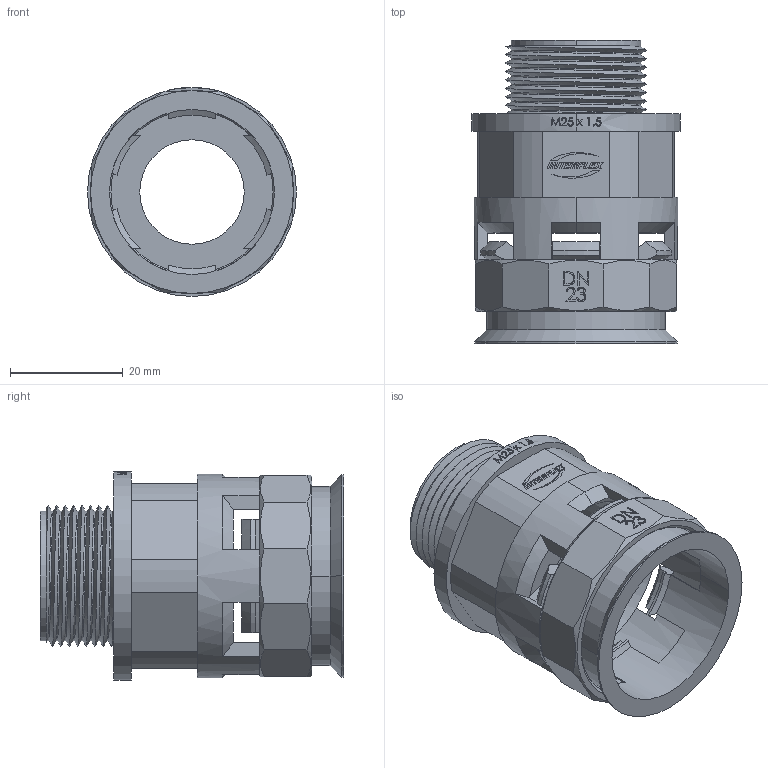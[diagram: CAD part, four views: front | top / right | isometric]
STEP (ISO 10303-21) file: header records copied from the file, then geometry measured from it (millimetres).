
FILE_DESCRIPTION (( 'STEP AP203' ), '1' );
FILE_NAME ('(MIR-23M25-)_I3040_0001_07_0.STEP', '2010-07-16T06:32:01', ( 'Llorenç' ), ( '' ), 'SwSTEP 2.0', 'SolidWorks 2007', '' );
FILE_SCHEMA (( 'CONFIG_CONTROL_DESIGN' ));
Length unit declared in the file: millimetre
Products named in the file (3): (MIR-23M25-)_I3040_0001_07_0; I3041_0001_00_0_MIR-23M25; I3041_0000_00_0_Corona per DN23
Assembly tree (2 placements, depth 2):
  (MIR-23M25-)_I3040_0001_07_0
    I3041_0001_00_0_MIR-23M25
    I3041_0000_00_0_Corona per DN23
Bounding box: 37 x 53.67 x 37 mm (x, y, z)
Volume: 13518.3 mm3; surface area: 14662 mm2
Topology: 3 solids, 3 shells, 420 faces, 1166 edges, 766 vertices
Faces by surface type: plane 222, bspline 84, cylinder 73, cone 41
Entity records: 19066 total; most frequent: CARTESIAN_POINT 8775, ORIENTED_EDGE 2332, DIRECTION 1704, EDGE_CURVE 1166, VERTEX_POINT 766, VECTOR 598, LINE 598, AXIS2_PLACEMENT_3D 553
